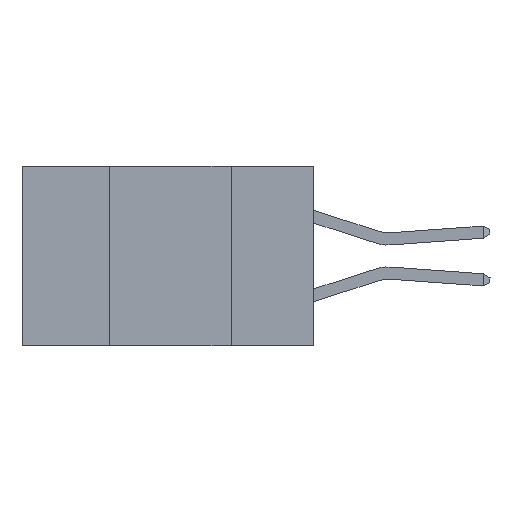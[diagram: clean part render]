
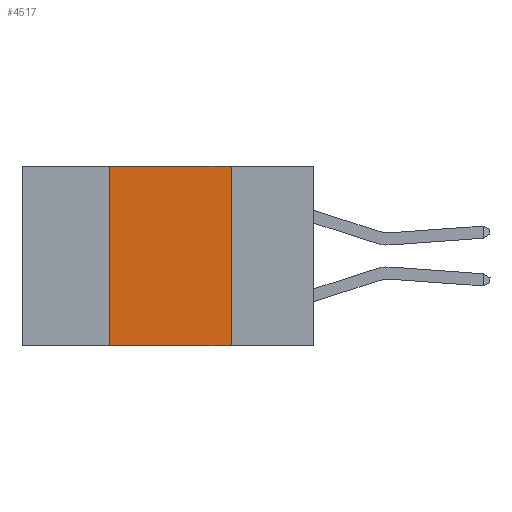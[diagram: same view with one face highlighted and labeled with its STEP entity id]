
A CAD part, left-side view. The second image highlights one B-rep face of the part: STEP entity #4517.
In plain terms, the highlighted planar face has unit normal (-1, 0, 0).
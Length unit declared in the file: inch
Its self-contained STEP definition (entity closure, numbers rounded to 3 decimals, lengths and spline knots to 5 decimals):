
#792 = CARTESIAN_POINT ( 'NONE',  ( 0., 0.17, -0.37 ) ) ;
#930 = LINE ( 'NONE', #16540, #24313 ) ;
#2325 = CARTESIAN_POINT ( 'NONE',  ( 0., 0.6, 0. ) ) ;
#2816 = DIRECTION ( 'NONE',  ( 0., 0., 1. ) ) ;
#4197 = FACE_OUTER_BOUND ( 'NONE', #7993, .T. ) ;
#4517 = ADVANCED_FACE ( 'NONE', ( #4197 ), #29218, .F. ) ;
#4648 = ORIENTED_EDGE ( 'NONE', *, *, #41199, .F. ) ;
#4906 = ORIENTED_EDGE ( 'NONE', *, *, #24113, .F. ) ;
#5843 = VERTEX_POINT ( 'NONE', #792 ) ;
#7993 = EDGE_LOOP ( 'NONE', ( #4648, #33019, #4906, #35790 ) ) ;
#8268 = DIRECTION ( 'NONE',  ( 0., -1., 0. ) ) ;
#8336 = VERTEX_POINT ( 'NONE', #13024 ) ;
#8873 = VERTEX_POINT ( 'NONE', #36767 ) ;
#10535 = DIRECTION ( 'NONE',  ( 0., 0., -1. ) ) ;
#11365 = AXIS2_PLACEMENT_3D ( 'NONE', #2325, #11976, #35576 ) ;
#11976 = DIRECTION ( 'NONE',  ( 1., 0., 0. ) ) ;
#13024 = CARTESIAN_POINT ( 'NONE',  ( 0., 0.17, 0. ) ) ;
#14349 = LINE ( 'NONE', #14611, #17427 ) ;
#14491 = CARTESIAN_POINT ( 'NONE',  ( 0., 0.17, 0. ) ) ;
#14611 = CARTESIAN_POINT ( 'NONE',  ( 0., 0.6, 0. ) ) ;
#14879 = EDGE_CURVE ( 'NONE', #21937, #8336, #14349, .T. ) ;
#15054 = DIRECTION ( 'NONE',  ( 0., -1., 0. ) ) ;
#16540 = CARTESIAN_POINT ( 'NONE',  ( 0., 0.42, 0. ) ) ;
#17048 = VECTOR ( 'NONE', #8268, 39.37008 ) ;
#17325 = CARTESIAN_POINT ( 'NONE',  ( 0., 0.6, -0.37 ) ) ;
#17427 = VECTOR ( 'NONE', #15054, 39.37008 ) ;
#17526 = LINE ( 'NONE', #17325, #17048 ) ;
#18000 = CARTESIAN_POINT ( 'NONE',  ( 0., 0.42, 0. ) ) ;
#21937 = VERTEX_POINT ( 'NONE', #18000 ) ;
#24113 = EDGE_CURVE ( 'NONE', #8873, #21937, #930, .T. ) ;
#24313 = VECTOR ( 'NONE', #2816, 39.37008 ) ;
#29218 = PLANE ( 'NONE',  #11365 ) ;
#30373 = EDGE_CURVE ( 'NONE', #8873, #5843, #17526, .T. ) ;
#33019 = ORIENTED_EDGE ( 'NONE', *, *, #14879, .F. ) ;
#34496 = LINE ( 'NONE', #14491, #36597 ) ;
#35576 = DIRECTION ( 'NONE',  ( 0., 0., -1. ) ) ;
#35790 = ORIENTED_EDGE ( 'NONE', *, *, #30373, .T. ) ;
#36597 = VECTOR ( 'NONE', #10535, 39.37008 ) ;
#36767 = CARTESIAN_POINT ( 'NONE',  ( 0., 0.42, -0.37 ) ) ;
#41199 = EDGE_CURVE ( 'NONE', #8336, #5843, #34496, .T. ) ;
